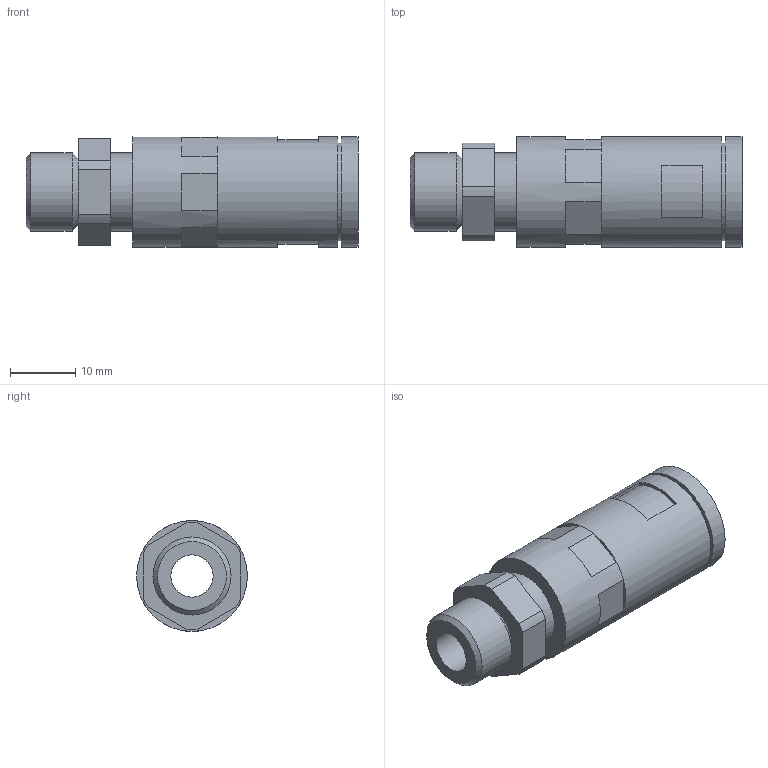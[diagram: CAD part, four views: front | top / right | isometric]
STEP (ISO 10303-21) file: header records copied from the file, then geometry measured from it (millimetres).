
FILE_DESCRIPTION( ( 'STEP AP203' ), '1' );
FILE_NAME( 'FLEXA RQGZ1-M 5109.010.212.stp', '2020-03-25T08:57:16', ( 'License CC BY-ND 4.0' ), ( 'CADENAS' ), ' ', 'PARTsolutions', ' ' );
FILE_SCHEMA( ( 'CONFIG_CONTROL_DESIGN' ) );
Length unit declared in the file: millimetre
Products named in the file (1): _FLEXA RQGZ1-M 5109.010.212
Bounding box: 51 x 17.02 x 17.02 mm (x, y, z)
Volume: 7643.1 mm3; surface area: 4444.1 mm2
Topology: 1 solids, 1 shells, 64 faces, 151 edges, 96 vertices
Faces by surface type: plane 46, cylinder 16, cone 2
Full cylindrical faces by diameter (mm): 6.5 x1, 10 x1, 12 x2, 15 x1, 17 x2, 17.02 x1
Entity records: 1800 total; most frequent: DIRECTION 326, CARTESIAN_POINT 293, ORIENTED_EDGE 272, EDGE_CURVE 136, AXIS2_PLACEMENT_3D 125, VERTEX_POINT 92, EDGE_LOOP 84, LINE 76
